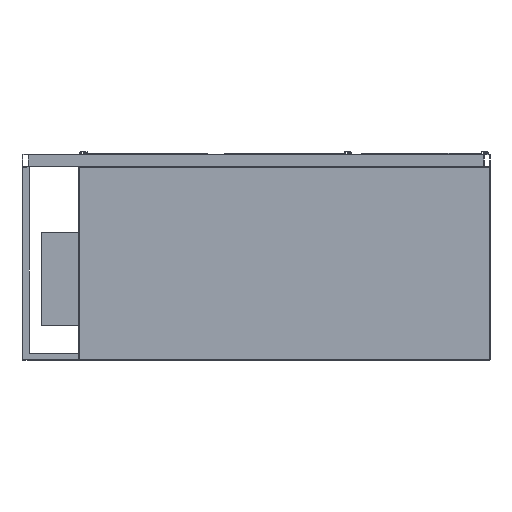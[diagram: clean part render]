
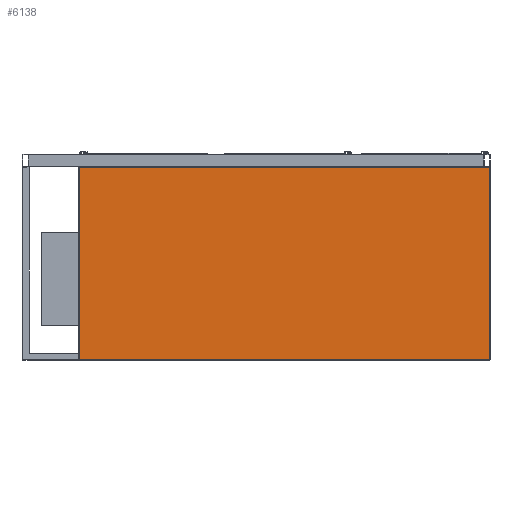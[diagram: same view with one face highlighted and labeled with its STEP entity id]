
A CAD part, front view. The second image highlights one B-rep face of the part: STEP entity #6138.
In plain terms, the highlighted planar face has unit normal (0, -1, 0).
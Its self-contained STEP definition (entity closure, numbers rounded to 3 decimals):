
#647 = ORIENTED_EDGE ( 'NONE', *, *, #3840, .T. ) ;
#996 = CARTESIAN_POINT ( 'NONE',  ( -658., -380., -658. ) ) ;
#2380 = DIRECTION ( 'NONE',  ( -1., 0., 0. ) ) ;
#2724 = VERTEX_POINT ( 'NONE', #20726 ) ;
#3729 = FACE_OUTER_BOUND ( 'NONE', #23380, .T. ) ;
#3840 = EDGE_CURVE ( 'NONE', #2724, #22786, #12174, .T. ) ;
#5205 = LINE ( 'NONE', #16518, #27516 ) ;
#6138 = ADVANCED_FACE ( 'Fl�che8', ( #3729 ), #13386, .T. ) ;
#6586 = DIRECTION ( 'NONE',  ( 0., 0., -1. ) ) ;
#6743 = ORIENTED_EDGE ( 'NONE', *, *, #9471, .T. ) ;
#7540 = VECTOR ( 'NONE', #6586, 1000. ) ;
#7607 = DIRECTION ( 'NONE',  ( 0., 0., 1. ) ) ;
#8641 = AXIS2_PLACEMENT_3D ( 'NONE', #16155, #23956, #12641 ) ;
#9247 = VECTOR ( 'NONE', #2380, 1000. ) ;
#9471 = EDGE_CURVE ( 'NONE', #22786, #28457, #35669, .T. ) ;
#12174 = LINE ( 'NONE', #34759, #7540 ) ;
#12641 = DIRECTION ( 'NONE',  ( 0., 0., -1. ) ) ;
#13386 = PLANE ( 'NONE',  #8641 ) ;
#15777 = EDGE_CURVE ( 'NONE', #23747, #2724, #21856, .T. ) ;
#16155 = CARTESIAN_POINT ( 'NONE',  ( -660., -380., -660. ) ) ;
#16484 = CARTESIAN_POINT ( 'NONE',  ( -660., -380., -42. ) ) ;
#16518 = CARTESIAN_POINT ( 'NONE',  ( 658., -380., -660. ) ) ;
#19028 = VECTOR ( 'NONE', #36042, 1000. ) ;
#20395 = CARTESIAN_POINT ( 'NONE',  ( 658., -380., -658. ) ) ;
#20488 = CARTESIAN_POINT ( 'NONE',  ( 658., -380., -42. ) ) ;
#20726 = CARTESIAN_POINT ( 'NONE',  ( -658., -380., -42. ) ) ;
#21856 = LINE ( 'NONE', #16484, #9247 ) ;
#22786 = VERTEX_POINT ( 'NONE', #996 ) ;
#23380 = EDGE_LOOP ( 'NONE', ( #34393, #647, #6743, #32690 ) ) ;
#23747 = VERTEX_POINT ( 'NONE', #20488 ) ;
#23956 = DIRECTION ( 'NONE',  ( 0., -1., 0. ) ) ;
#24393 = CARTESIAN_POINT ( 'NONE',  ( -660., -380., -658. ) ) ;
#27516 = VECTOR ( 'NONE', #7607, 1000. ) ;
#28389 = EDGE_CURVE ( 'NONE', #28457, #23747, #5205, .T. ) ;
#28457 = VERTEX_POINT ( 'NONE', #20395 ) ;
#32690 = ORIENTED_EDGE ( 'NONE', *, *, #28389, .T. ) ;
#34393 = ORIENTED_EDGE ( 'NONE', *, *, #15777, .T. ) ;
#34759 = CARTESIAN_POINT ( 'NONE',  ( -658., -380., -660. ) ) ;
#35669 = LINE ( 'NONE', #24393, #19028 ) ;
#36042 = DIRECTION ( 'NONE',  ( 1., 0., 0. ) ) ;
